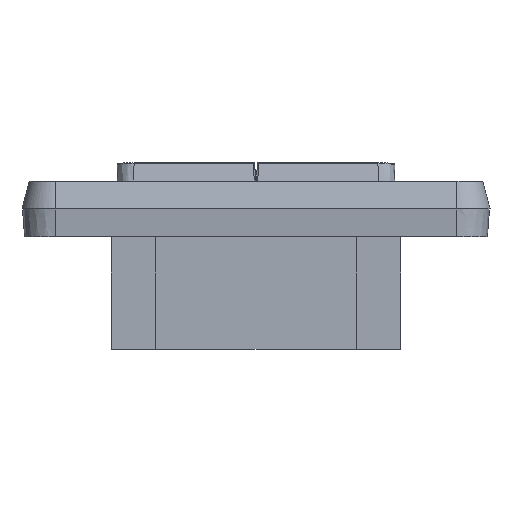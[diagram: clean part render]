
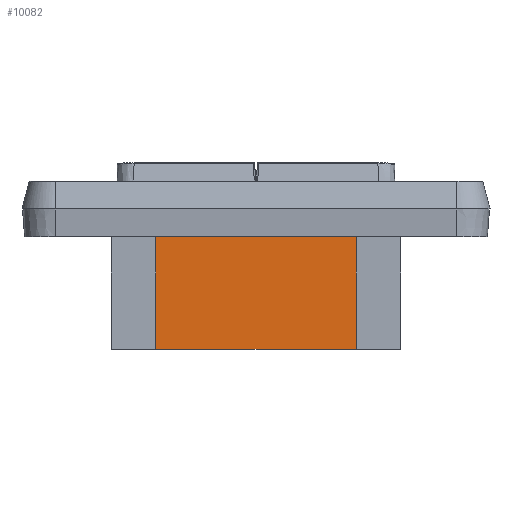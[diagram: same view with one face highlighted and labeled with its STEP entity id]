
A CAD part, front view. The second image highlights one B-rep face of the part: STEP entity #10082.
In plain terms, the highlighted planar face has unit normal (0, -1, 0).
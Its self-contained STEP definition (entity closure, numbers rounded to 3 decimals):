
#691 = ORIENTED_EDGE ( 'NONE', *, *, #11855, .T. ) ;
#831 = EDGE_LOOP ( 'NONE', ( #13385, #691, #4510, #7140 ) ) ;
#888 = PLANE ( 'NONE',  #12964 ) ;
#1003 = EDGE_CURVE ( 'NONE', #6717, #8165, #9465, .T. ) ;
#1587 = CARTESIAN_POINT ( 'NONE',  ( -18., -20., 0.5 ) ) ;
#1821 = CARTESIAN_POINT ( 'NONE',  ( 18., -20., 0.5 ) ) ;
#2730 = EDGE_CURVE ( 'NONE', #11160, #8600, #5704, .T. ) ;
#3571 = LINE ( 'NONE', #12802, #13206 ) ;
#4510 = ORIENTED_EDGE ( 'NONE', *, *, #1003, .F. ) ;
#5328 = LINE ( 'NONE', #6455, #6199 ) ;
#5704 = LINE ( 'NONE', #1587, #10887 ) ;
#5989 = DIRECTION ( 'NONE',  ( 0., 0., -1. ) ) ;
#6040 = CARTESIAN_POINT ( 'NONE',  ( -18., -20., -19.7 ) ) ;
#6199 = VECTOR ( 'NONE', #12776, 1000. ) ;
#6455 = CARTESIAN_POINT ( 'NONE',  ( -18., -20., 0.5 ) ) ;
#6717 = VERTEX_POINT ( 'NONE', #9627 ) ;
#7140 = ORIENTED_EDGE ( 'NONE', *, *, #7893, .F. ) ;
#7893 = EDGE_CURVE ( 'NONE', #11160, #6717, #3571, .T. ) ;
#8165 = VERTEX_POINT ( 'NONE', #6040 ) ;
#8261 = CARTESIAN_POINT ( 'NONE',  ( 18., -20., -19.7 ) ) ;
#8419 = DIRECTION ( 'NONE',  ( 0., -1., 0. ) ) ;
#8600 = VERTEX_POINT ( 'NONE', #12819 ) ;
#9465 = LINE ( 'NONE', #8261, #12531 ) ;
#9627 = CARTESIAN_POINT ( 'NONE',  ( 18., -20., -19.7 ) ) ;
#10082 = ADVANCED_FACE ( 'NONE', ( #11619 ), #888, .T. ) ;
#10410 = DIRECTION ( 'NONE',  ( 0., 0., -1. ) ) ;
#10887 = VECTOR ( 'NONE', #11175, 1000. ) ;
#10986 = CARTESIAN_POINT ( 'NONE',  ( 18., -20., 0.5 ) ) ;
#11160 = VERTEX_POINT ( 'NONE', #10986 ) ;
#11175 = DIRECTION ( 'NONE',  ( -1., 0., 0. ) ) ;
#11619 = FACE_OUTER_BOUND ( 'NONE', #831, .T. ) ;
#11855 = EDGE_CURVE ( 'NONE', #8600, #8165, #5328, .T. ) ;
#12531 = VECTOR ( 'NONE', #12803, 1000. ) ;
#12776 = DIRECTION ( 'NONE',  ( 0., 0., -1. ) ) ;
#12802 = CARTESIAN_POINT ( 'NONE',  ( 18., -20., 0.5 ) ) ;
#12803 = DIRECTION ( 'NONE',  ( -1., 0., 0. ) ) ;
#12819 = CARTESIAN_POINT ( 'NONE',  ( -18., -20., 0.5 ) ) ;
#12964 = AXIS2_PLACEMENT_3D ( 'NONE', #1821, #8419, #10410 ) ;
#13206 = VECTOR ( 'NONE', #5989, 1000. ) ;
#13385 = ORIENTED_EDGE ( 'NONE', *, *, #2730, .T. ) ;
